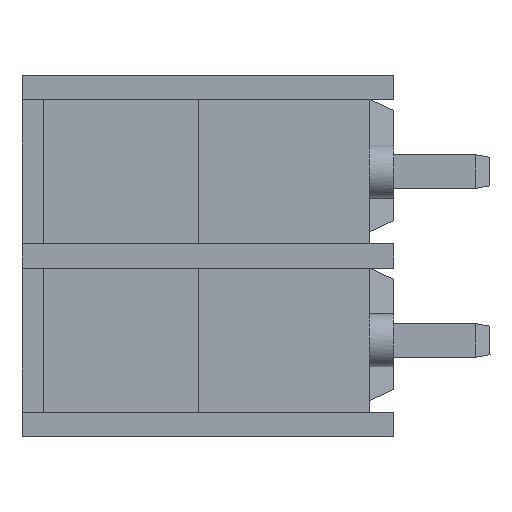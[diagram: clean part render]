
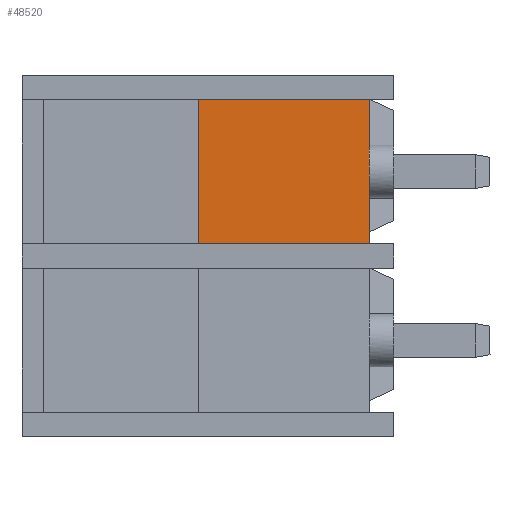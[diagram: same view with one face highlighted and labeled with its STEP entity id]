
A CAD part, left-side view. The second image highlights one B-rep face of the part: STEP entity #48520.
In plain terms, the highlighted face is planar.
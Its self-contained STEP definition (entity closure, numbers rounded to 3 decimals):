
#5200=CARTESIAN_POINT('',(-21.878,-41.83,
-0.404));
#5210=VERTEX_POINT('',#5200);
#5290=CARTESIAN_POINT('',(-21.878,-41.83,
0.654));
#5300=VERTEX_POINT('',#5290);
#14330=CARTESIAN_POINT('',(-21.878,-41.83,0.));
#14340=DIRECTION('',(0.,0.,-1.));
#14350=VECTOR('',#14340,1.);
#14360=LINE('',#14330,#14350);
#14370=EDGE_CURVE('',#5300,#5210,#14360,.T.);
#18030=CARTESIAN_POINT('',(-23.092,-45.166,
1.625));
#18040=VERTEX_POINT('',#18030);
#18650=CARTESIAN_POINT('',(-21.878,-41.83,
1.625));
#18660=VERTEX_POINT('',#18650);
#18690=CARTESIAN_POINT('',(-6.653,0.,1.625));
#18700=DIRECTION('',(-0.342,-0.94,
0.));
#18710=VECTOR('',#18700,1.);
#18720=LINE('',#18690,#18710);
#18730=EDGE_CURVE('',#18660,#18040,#18720,.T.);
#41790=CARTESIAN_POINT('',(-21.878,-41.83,0.));
#41800=DIRECTION('',(0.,0.,-1.));
#41810=VECTOR('',#41800,1.);
#41820=LINE('',#41790,#41810);
#41830=EDGE_CURVE('',#18660,#5300,#41820,.T.);
#43470=CARTESIAN_POINT('',(-21.878,-41.83,
-1.375));
#43480=VERTEX_POINT('',#43470);
#43510=CARTESIAN_POINT('',(-21.878,-41.83,0.));
#43520=DIRECTION('',(0.,0.,-1.));
#43530=VECTOR('',#43520,1.);
#43540=LINE('',#43510,#43530);
#43550=EDGE_CURVE('',#5210,#43480,#43540,.T.);
#48270=CARTESIAN_POINT('',(-20.818,-38.917,
-0.225));
#48280=DIRECTION('',(-0.94,0.342,
0.));
#48290=DIRECTION('',(-0.342,-0.94,
0.));
#48300=AXIS2_PLACEMENT_3D('',#48270,#48280,#48290);
#48310=PLANE('',#48300);
#48320=ORIENTED_EDGE('',*,*,#14370,.F.);
#48330=ORIENTED_EDGE('',*,*,#43550,.F.);
#48340=CARTESIAN_POINT('',(-6.653,0.,-1.375));
#48350=DIRECTION('',(-0.342,-0.94,
0.));
#48360=VECTOR('',#48350,1.);
#48370=LINE('',#48340,#48360);
#48380=CARTESIAN_POINT('',(-23.092,-45.166,
-1.375));
#48390=VERTEX_POINT('',#48380);
#48400=EDGE_CURVE('',#43480,#48390,#48370,.T.);
#48410=ORIENTED_EDGE('',*,*,#48400,.F.);
#48420=CARTESIAN_POINT('',(-23.092,-45.166,0.));
#48430=DIRECTION('',(0.,0.,1.));
#48440=VECTOR('',#48430,1.);
#48450=LINE('',#48420,#48440);
#48460=EDGE_CURVE('',#48390,#18040,#48450,.T.);
#48470=ORIENTED_EDGE('',*,*,#48460,.F.);
#48480=ORIENTED_EDGE('',*,*,#18730,.T.);
#48490=ORIENTED_EDGE('',*,*,#41830,.F.);
#48500=EDGE_LOOP('',(#48490,#48480,#48470,#48410,#48330,#48320));
#48510=FACE_OUTER_BOUND('',#48500,.T.);
#48520=ADVANCED_FACE('',(#48510),#48310,.F.);
